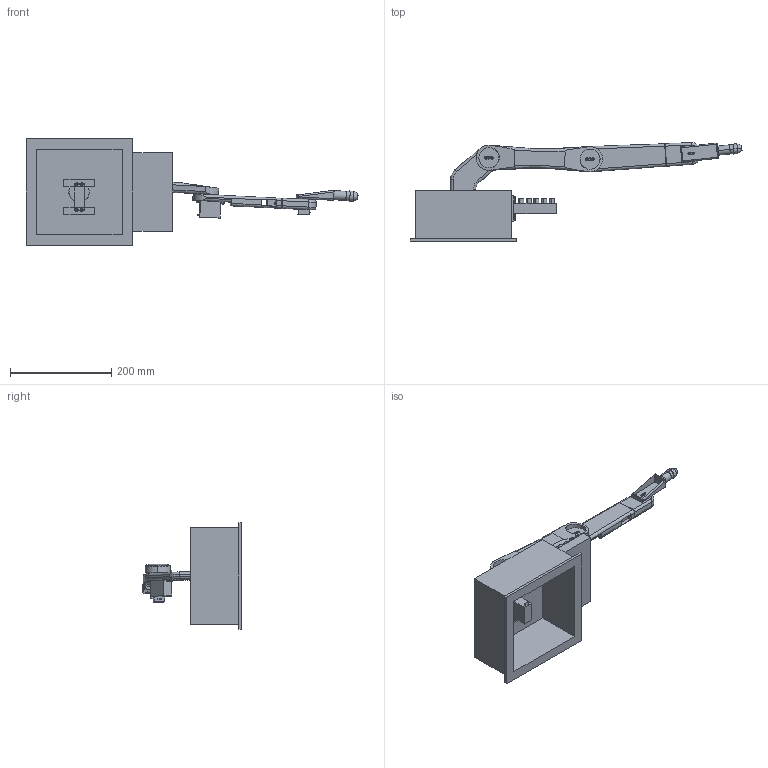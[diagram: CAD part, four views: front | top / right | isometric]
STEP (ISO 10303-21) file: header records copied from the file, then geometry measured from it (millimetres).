
FILE_DESCRIPTION (( 'STEP AP214' ), '1' );
FILE_NAME ('Robot Assembly STEP Outstretched.STEP', '2021-03-18T10:46:57', ( '' ), ( '' ), 'SwSTEP 2.0', 'SolidWorks 2019', '' );
FILE_SCHEMA (( 'AUTOMOTIVE_DESIGN' ));
Length unit declared in the file: millimetre
Products named in the file (21): Electromagnet; pan head cross recess screw_iso_ISO 7045 - M6 x 12 - Z - 12N; Link 1; Servo; Servo Mount; pan head cross recess screw_iso_ISO 7045 - M3 x 8 - Z - 8N; pan head cross recess screw_iso_ISO 7045 - M2 x 6 - Z - 6N; Link4; Robot Assembly STEP Outstretched; Base - Copy; Pin Holder and Pin Assembly; Link 3; Servo Motor Micro  9g_r1; socket button head screw_isoz_ISO 7380 - M3 x 10 - 10C; Small Servo Mount; Pin Holder; End Effector Fastener; End Effector; pan head cross recess screw_iso_ISO 7045 - M3 x 6 - Z - 6N; Pin; Link 2
Assembly tree (98 placements, depth 3):
  Robot Assembly STEP Outstretched
    Link 1
    Base - Copy
    Link 2
    Link 3
    End Effector
    Electromagnet
    End Effector Fastener
    Link4
    Servo  x3
    Servo Motor Micro  9g_r1  x2
    pan head cross recess screw_iso_ISO 7045 - M2 x 6 - Z - 6N  x8
    pan head cross recess screw_iso_ISO 7045 - M3 x 8 - Z - 8N  x8
    Pin Holder and Pin Assembly
      Pin Holder
      Pin  x50
    Servo Mount  x3
    socket button head screw_isoz_ISO 7380 - M3 x 10 - 10C  x4
    Small Servo Mount  x2
    pan head cross recess screw_iso_ISO 7045 - M3 x 6 - Z - 6N  x4
    pan head cross recess screw_iso_ISO 7045 - M6 x 12 - Z - 12N  x4
Bounding box: 656.32 x 195.22 x 210 mm (x, y, z)
Volume: 1853206.2 mm3; surface area: 480402.4 mm2
Topology: 107 solids, 107 shells, 2146 faces, 4880 edges, 3024 vertices
Faces by surface type: plane 1065, cylinder 622, cone 266, torus 125, sphere 58, bspline 10
Entity records: 28723 total; most frequent: CARTESIAN_POINT 7239, DIRECTION 4539, ORIENTED_EDGE 3944, EDGE_CURVE 1972, AXIS2_PLACEMENT_3D 1805, VERTEX_POINT 1263, EDGE_LOOP 1005, LINE 929
